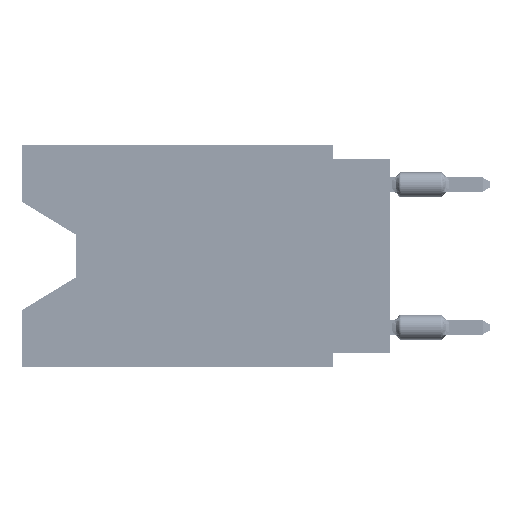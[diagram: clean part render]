
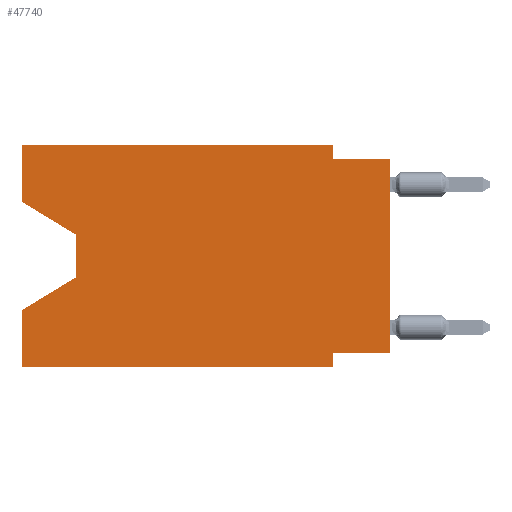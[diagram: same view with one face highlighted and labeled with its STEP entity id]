
A CAD part, left-side view. The second image highlights one B-rep face of the part: STEP entity #47740.
In plain terms, the highlighted planar face has unit normal (-1, 0, 0).
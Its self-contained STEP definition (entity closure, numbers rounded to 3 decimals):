
#87 = EDGE_CURVE ( 'NONE', #31107, #23727, #25491, .T. ) ;
#393 = ORIENTED_EDGE ( 'NONE', *, *, #7005, .F. ) ;
#620 = CARTESIAN_POINT ( 'NONE',  ( 0., 16.383, 0. ) ) ;
#680 = EDGE_CURVE ( 'NONE', #45732, #20697, #57787, .T. ) ;
#2421 = CARTESIAN_POINT ( 'NONE',  ( 0., 2.54, 0. ) ) ;
#4162 = VERTEX_POINT ( 'NONE', #4829 ) ;
#4829 = CARTESIAN_POINT ( 'NONE',  ( 0., 2.54, 0. ) ) ;
#5080 = ORIENTED_EDGE ( 'NONE', *, *, #680, .F. ) ;
#5140 = DIRECTION ( 'NONE',  ( 1., 0., 0. ) ) ;
#5204 = DIRECTION ( 'NONE',  ( 0., -1., 0. ) ) ;
#5638 = CARTESIAN_POINT ( 'NONE',  ( 0., 13.97, -4.013 ) ) ;
#7005 = EDGE_CURVE ( 'NONE', #4162, #13810, #13384, .T. ) ;
#8025 = EDGE_CURVE ( 'NONE', #66462, #13507, #62462, .T. ) ;
#9054 = EDGE_CURVE ( 'NONE', #13810, #40547, #63146, .T. ) ;
#9329 = CARTESIAN_POINT ( 'NONE',  ( 0., 2.54, -9.906 ) ) ;
#9472 = CARTESIAN_POINT ( 'NONE',  ( 0., 2.54, -0.635 ) ) ;
#11038 = CARTESIAN_POINT ( 'NONE',  ( 0., 16.383, 0. ) ) ;
#11286 = VECTOR ( 'NONE', #19446, 1000. ) ;
#11697 = VECTOR ( 'NONE', #26532, 1000. ) ;
#12662 = ORIENTED_EDGE ( 'NONE', *, *, #9054, .F. ) ;
#13384 = LINE ( 'NONE', #2421, #48459 ) ;
#13507 = VERTEX_POINT ( 'NONE', #32142 ) ;
#13810 = VERTEX_POINT ( 'NONE', #9472 ) ;
#14107 = VERTEX_POINT ( 'NONE', #17313 ) ;
#16265 = CARTESIAN_POINT ( 'NONE',  ( 0., 0., -0.635 ) ) ;
#17134 = CARTESIAN_POINT ( 'NONE',  ( 0., 16.383, -7.36 ) ) ;
#17313 = CARTESIAN_POINT ( 'NONE',  ( 0., 16.383, -2.546 ) ) ;
#17527 = EDGE_CURVE ( 'NONE', #23727, #24980, #25554, .T. ) ;
#17867 = EDGE_CURVE ( 'NONE', #31107, #40547, #20578, .T. ) ;
#18364 = LINE ( 'NONE', #50546, #67512 ) ;
#19229 = DIRECTION ( 'NONE',  ( 0., 0., 1. ) ) ;
#19446 = DIRECTION ( 'NONE',  ( 0., -1., 0. ) ) ;
#20396 = CARTESIAN_POINT ( 'NONE',  ( 0., 2.54, -9.906 ) ) ;
#20578 = LINE ( 'NONE', #31196, #55483 ) ;
#20697 = VERTEX_POINT ( 'NONE', #17134 ) ;
#21552 = DIRECTION ( 'NONE',  ( 0., 0., 1. ) ) ;
#22228 = LINE ( 'NONE', #43440, #41148 ) ;
#23727 = VERTEX_POINT ( 'NONE', #41721 ) ;
#23950 = ORIENTED_EDGE ( 'NONE', *, *, #17527, .F. ) ;
#23980 = DIRECTION ( 'NONE',  ( 0., 0., -1. ) ) ;
#24980 = VERTEX_POINT ( 'NONE', #9329 ) ;
#25491 = LINE ( 'NONE', #26165, #28018 ) ;
#25554 = LINE ( 'NONE', #20396, #57671 ) ;
#25704 = CARTESIAN_POINT ( 'NONE',  ( 0., 16.383, 0. ) ) ;
#26062 = EDGE_CURVE ( 'NONE', #13507, #20697, #38885, .T. ) ;
#26165 = CARTESIAN_POINT ( 'NONE',  ( 0., 0., -9.271 ) ) ;
#26532 = DIRECTION ( 'NONE',  ( 0., 0., -1. ) ) ;
#27828 = ORIENTED_EDGE ( 'NONE', *, *, #17867, .T. ) ;
#28018 = VECTOR ( 'NONE', #47054, 1000. ) ;
#29291 = CARTESIAN_POINT ( 'NONE',  ( 0., 13.97, -5.893 ) ) ;
#29745 = CARTESIAN_POINT ( 'NONE',  ( 0., 16.383, -9.906 ) ) ;
#31004 = DIRECTION ( 'NONE',  ( 0., -1., 0. ) ) ;
#31107 = VERTEX_POINT ( 'NONE', #56193 ) ;
#31196 = CARTESIAN_POINT ( 'NONE',  ( 0., 0., 0. ) ) ;
#32142 = CARTESIAN_POINT ( 'NONE',  ( 0., 13.97, -5.893 ) ) ;
#33082 = ORIENTED_EDGE ( 'NONE', *, *, #66651, .T. ) ;
#36656 = DIRECTION ( 'NONE',  ( 0., 0., -1. ) ) ;
#38090 = ORIENTED_EDGE ( 'NONE', *, *, #61959, .F. ) ;
#38885 = LINE ( 'NONE', #29291, #59168 ) ;
#40547 = VERTEX_POINT ( 'NONE', #54644 ) ;
#40552 = AXIS2_PLACEMENT_3D ( 'NONE', #25704, #5140, #36656 ) ;
#41148 = VECTOR ( 'NONE', #21552, 1000. ) ;
#41721 = CARTESIAN_POINT ( 'NONE',  ( 0., 2.54, -9.271 ) ) ;
#43440 = CARTESIAN_POINT ( 'NONE',  ( 0., 16.383, 0. ) ) ;
#44477 = ORIENTED_EDGE ( 'NONE', *, *, #87, .F. ) ;
#44786 = ORIENTED_EDGE ( 'NONE', *, *, #26062, .T. ) ;
#45732 = VERTEX_POINT ( 'NONE', #60783 ) ;
#46986 = LINE ( 'NONE', #11038, #56925 ) ;
#47005 = CARTESIAN_POINT ( 'NONE',  ( 0., 13.97, -4.013 ) ) ;
#47054 = DIRECTION ( 'NONE',  ( 0., 1., 0. ) ) ;
#47740 = ADVANCED_FACE ( 'NONE', ( #51713 ), #52043, .F. ) ;
#48459 = VECTOR ( 'NONE', #23980, 1000. ) ;
#50546 = CARTESIAN_POINT ( 'NONE',  ( 0., 16.383, -2.546 ) ) ;
#51713 = FACE_OUTER_BOUND ( 'NONE', #56414, .T. ) ;
#52043 = PLANE ( 'NONE',  #40552 ) ;
#52588 = DIRECTION ( 'NONE',  ( 0., 0., -1. ) ) ;
#52808 = ORIENTED_EDGE ( 'NONE', *, *, #8025, .T. ) ;
#53663 = DIRECTION ( 'NONE',  ( 0., 0., 1. ) ) ;
#54644 = CARTESIAN_POINT ( 'NONE',  ( 0., 0., -0.635 ) ) ;
#55125 = ORIENTED_EDGE ( 'NONE', *, *, #58199, .T. ) ;
#55483 = VECTOR ( 'NONE', #19229, 1000. ) ;
#56087 = CARTESIAN_POINT ( 'NONE',  ( 0., 16.383, 0. ) ) ;
#56178 = ORIENTED_EDGE ( 'NONE', *, *, #56278, .F. ) ;
#56193 = CARTESIAN_POINT ( 'NONE',  ( 0., 0., -9.271 ) ) ;
#56278 = EDGE_CURVE ( 'NONE', #14107, #66720, #22228, .T. ) ;
#56414 = EDGE_LOOP ( 'NONE', ( #55125, #52808, #44786, #5080, #33082, #23950, #44477, #27828, #12662, #393, #38090, #56178 ) ) ;
#56925 = VECTOR ( 'NONE', #5204, 1000. ) ;
#57036 = VECTOR ( 'NONE', #53663, 1000. ) ;
#57671 = VECTOR ( 'NONE', #52588, 1000. ) ;
#57787 = LINE ( 'NONE', #620, #57036 ) ;
#58199 = EDGE_CURVE ( 'NONE', #14107, #66462, #18364, .T. ) ;
#59168 = VECTOR ( 'NONE', #64204, 1000. ) ;
#59781 = DIRECTION ( 'NONE',  ( 0., -0.855, -0.519 ) ) ;
#60120 = VECTOR ( 'NONE', #31004, 1000. ) ;
#60783 = CARTESIAN_POINT ( 'NONE',  ( 0., 16.383, -9.906 ) ) ;
#60875 = LINE ( 'NONE', #29745, #11286 ) ;
#61959 = EDGE_CURVE ( 'NONE', #66720, #4162, #46986, .T. ) ;
#62462 = LINE ( 'NONE', #5638, #11697 ) ;
#63146 = LINE ( 'NONE', #16265, #60120 ) ;
#64204 = DIRECTION ( 'NONE',  ( 0., 0.855, -0.519 ) ) ;
#66462 = VERTEX_POINT ( 'NONE', #47005 ) ;
#66651 = EDGE_CURVE ( 'NONE', #45732, #24980, #60875, .T. ) ;
#66720 = VERTEX_POINT ( 'NONE', #56087 ) ;
#67512 = VECTOR ( 'NONE', #59781, 1000. ) ;
